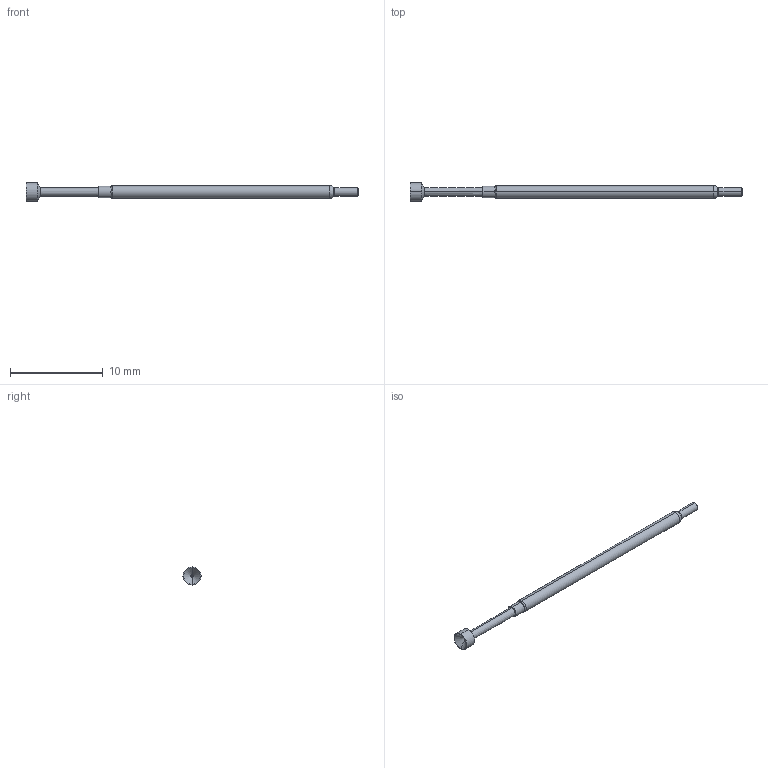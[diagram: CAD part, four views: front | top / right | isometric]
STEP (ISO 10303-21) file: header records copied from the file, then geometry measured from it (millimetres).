
FILE_DESCRIPTION (( 'STEP AP214' ), '1' );
FILE_NAME ('X75-2532.STEP', '2022-01-12T21:13:33', ( '' ), ( '' ), 'SwSTEP 2.0', 'SolidWorks 2020', '' );
FILE_SCHEMA (( 'AUTOMOTIVE_DESIGN' ));
Length unit declared in the file: inch
Products named in the file (1): X75-2532
Bounding box: 35.81 x 1.96 x 1.96 mm (x, y, z)
Volume: 46.2 mm3; surface area: 149.7 mm2
Topology: 1 solids, 1 shells, 34 faces, 66 edges, 36 vertices
Faces by surface type: cone 14, cylinder 8, torus 8, plane 4
Entity records: 1344 total; most frequent: DIRECTION 180, CARTESIAN_POINT 137, ORIENTED_EDGE 132, AXIS2_PLACEMENT_3D 79, EDGE_CURVE 66, CIRCLE 44, DIMENSIONAL_EXPONENTS 37, LENGTH_MEASURE_WITH_UNIT 37
